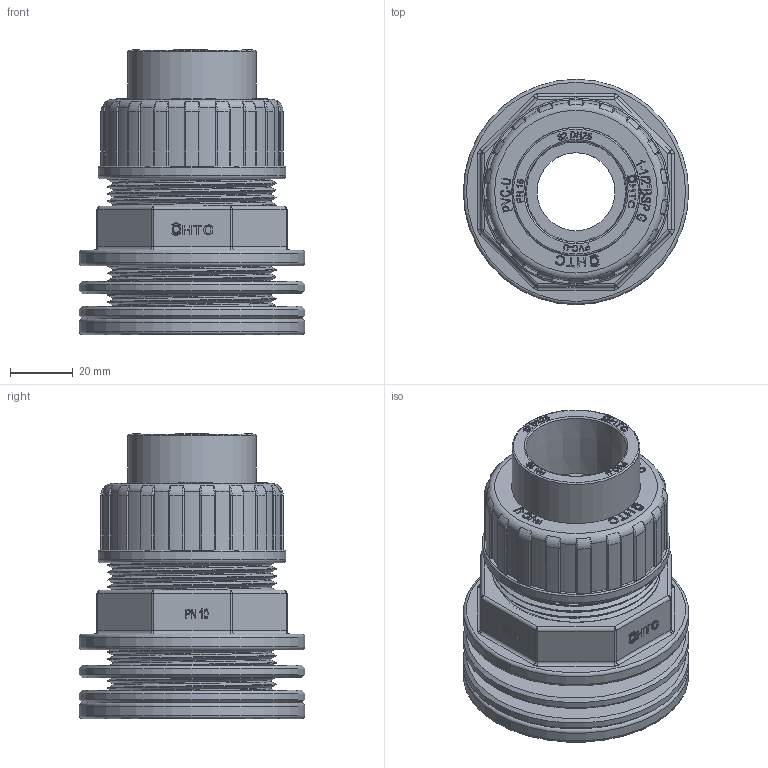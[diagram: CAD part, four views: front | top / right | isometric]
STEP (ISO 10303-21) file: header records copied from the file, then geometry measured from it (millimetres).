
FILE_DESCRIPTION(/* description */ (''),/* implementation_level */ '2;1');
FILE_NAME(/* name */ '水箱接头50X32.stp',/* time_stamp */ '2025-09-27T09:44:40+08:00',/* author */ (''),/* organization */ (''),/* preprocessor_version */ 'ST-DEVELOPER v16.7',/* originating_system */ 'SIEMENS PLM Software NX 12.0',/* authorisation */ '');
FILE_SCHEMA (('AUTOMOTIVE_DESIGN { 1 0 10303 214 3 1 1 1 }'));
Products named in the file (1): Admi06C0A703817c
Bounding box: 72 x 72 x 91.1 mm (x, y, z)
Volume: 119619 mm3; surface area: 75211 mm2
Topology: 6 solids, 7 shells, 1507 faces, 4150 edges, 2734 vertices
Faces by surface type: plane 1027, extrusion 199, cylinder 186, bspline 45, torus 36, sphere 8, cone 6
Full cylindrical faces by diameter (mm): 1.635 x1, 1.962 x1, 2.008 x1, 2.18 x1, 2.616 x1, 2.678 x1, 24.9 x1, 38 x2, 40.9 x1, 41.1 x1, 44 x2, 47.803 x7, 50.788 x23, 53.746 x22, 55 x2, 60 x1, 72 x4
Entity records: 59908 total; most frequent: CARTESIAN_POINT 24467, ORIENTED_EDGE 7868, DIRECTION 6131, EDGE_CURVE 3934, VECTOR 3069, LINE 2870, VERTEX_POINT 2617, EDGE_LOOP 1595
